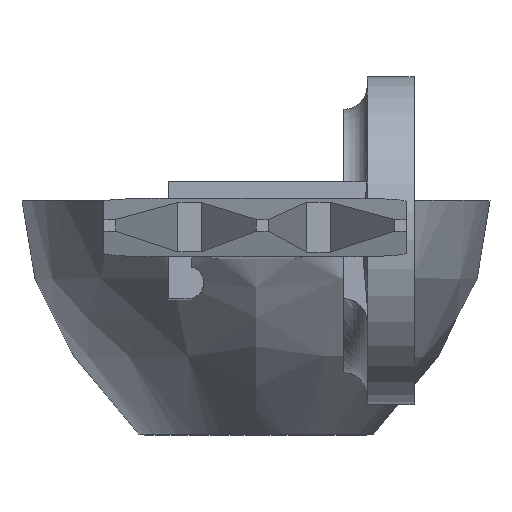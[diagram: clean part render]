
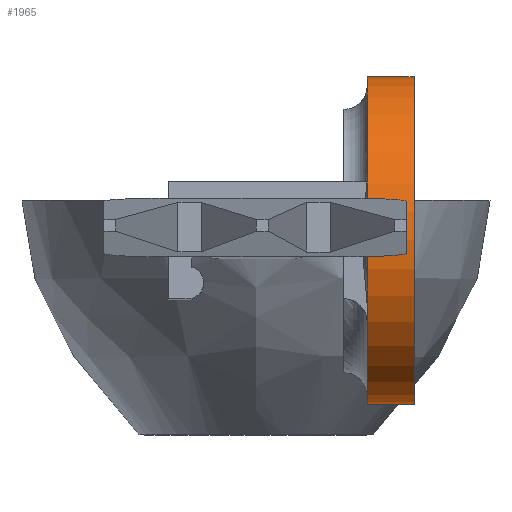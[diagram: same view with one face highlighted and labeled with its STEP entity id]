
A CAD part, top view. The second image highlights one B-rep face of the part: STEP entity #1965.
In plain terms, the highlighted cylindrical face has radius 14 mm (diameter 28 mm), a full revolution.
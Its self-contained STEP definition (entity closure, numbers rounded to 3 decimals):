
#93=CYLINDRICAL_SURFACE('',#2122,14.);
#137=FACE_OUTER_BOUND('',#238,.T.);
#238=EDGE_LOOP('',(#1517,#1518,#1519,#1520));
#317=CIRCLE('',#2094,14.);
#336=CIRCLE('',#2123,14.);
#460=LINE('',#3136,#679);
#679=VECTOR('',#2466,14.);
#881=VERTEX_POINT('',#3048);
#904=VERTEX_POINT('',#3134);
#1102=EDGE_CURVE('',#881,#881,#317,.T.);
#1140=EDGE_CURVE('',#904,#904,#336,.T.);
#1141=EDGE_CURVE('',#904,#881,#460,.T.);
#1517=ORIENTED_EDGE('',*,*,#1140,.F.);
#1518=ORIENTED_EDGE('',*,*,#1141,.T.);
#1519=ORIENTED_EDGE('',*,*,#1102,.T.);
#1520=ORIENTED_EDGE('',*,*,#1141,.F.);
#1965=ADVANCED_FACE('',(#137),#93,.T.);
#2094=AXIS2_PLACEMENT_3D('',#3049,#2390,#2391);
#2122=AXIS2_PLACEMENT_3D('',#3133,#2462,#2463);
#2123=AXIS2_PLACEMENT_3D('',#3135,#2464,#2465);
#2390=DIRECTION('center_axis',(1.,0.,0.));
#2391=DIRECTION('ref_axis',(0.,0.002,1.));
#2462=DIRECTION('center_axis',(1.,0.,0.));
#2463=DIRECTION('ref_axis',(0.,0.002,1.));
#2464=DIRECTION('center_axis',(1.,0.,0.));
#2465=DIRECTION('ref_axis',(0.,0.002,1.));
#2466=DIRECTION('',(-1.,0.,0.));
#3048=CARTESIAN_POINT('',(-4.,-0.03,-14.));
#3049=CARTESIAN_POINT('Origin',(-4.,0.,
0.));
#3133=CARTESIAN_POINT('Origin',(-4.,0.,
0.));
#3134=CARTESIAN_POINT('',(0.,-0.03,-14.));
#3135=CARTESIAN_POINT('Origin',(0.,0.,
0.));
#3136=CARTESIAN_POINT('',(-4.,-0.03,-14.));
